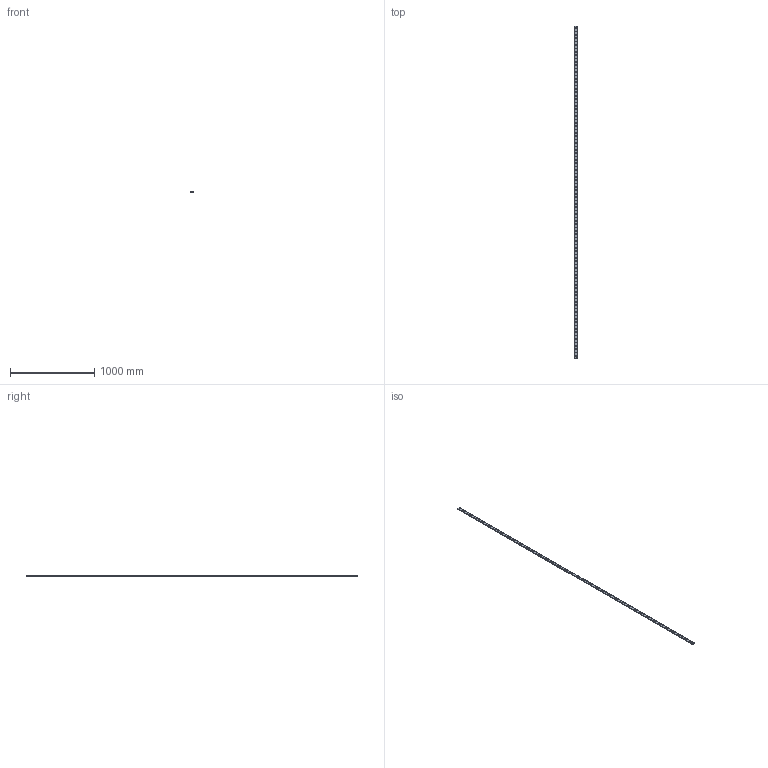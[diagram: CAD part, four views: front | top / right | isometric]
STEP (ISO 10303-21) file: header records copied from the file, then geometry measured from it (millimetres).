
FILE_DESCRIPTION(('STEP AP214'),'1');
FILE_NAME('cctmp_808752E1-412A-4353-9E8B-540B18557BAD_2021_03_02_14_05_14_0020..stp','2021-03-02T13:05:14',('HIWIN GmbH'),('CADClick - www.CADClick.com'),'Spatial InterOp 3D',' ','unknown authorization');
FILE_SCHEMA(('AUTOMOTIVE_DESIGN'));
Length unit declared in the file: millimetre
Products named in the file (1): WER17R3930H_FILE
Bounding box: 33 x 3930 x 9.3 mm (x, y, z)
Volume: 1085654.1 mm3; surface area: 383843.2 mm2
Topology: 1 solids, 1 shells, 1867 faces, 3819 edges, 2546 vertices
Faces by surface type: cylinder 1194, plane 673
Entity records: 65301 total; most frequent: DIRECTION 9943, CARTESIAN_POINT 8233, ORIENTED_EDGE 7638, AXIS2_PLACEMENT_3D 4256, EDGE_CURVE 3819, VERTEX_POINT 2546, EDGE_LOOP 2459, CIRCLE 2388
